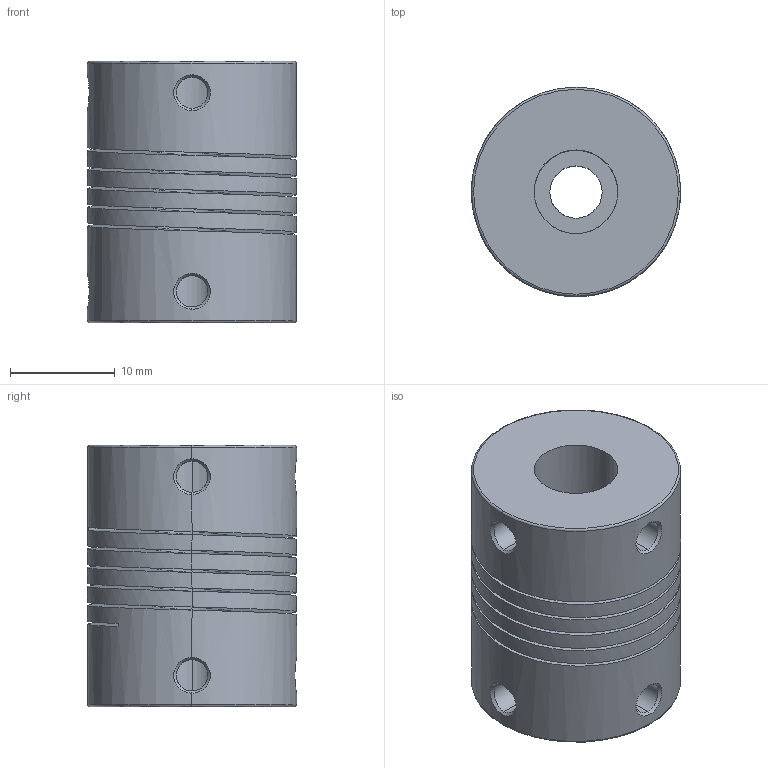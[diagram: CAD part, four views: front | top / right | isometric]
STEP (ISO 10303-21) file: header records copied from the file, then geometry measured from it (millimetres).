
FILE_DESCRIPTION (( 'STEP AP214' ), '1' );
FILE_NAME ('Coupler 5 to 8 mm.STEP', '2016-03-10T10:13:03', ( '' ), ( '' ), 'SwSTEP 2.0', 'SolidWorks 2016', '' );
FILE_SCHEMA (( 'AUTOMOTIVE_DESIGN' ));
Length unit declared in the file: millimetre
Products named in the file (1): Coupler 5 to 8 mm
Bounding box: 20 x 20 x 25 mm (x, y, z)
Volume: 6212.7 mm3; surface area: 5469.5 mm2
Topology: 1 solids, 1 shells, 53 faces, 152 edges, 96 vertices
Faces by surface type: cylinder 32, bspline 10, plane 5, torus 4, cone 2
Entity records: 7744 total; most frequent: CARTESIAN_POINT 6532, ORIENTED_EDGE 304, DIRECTION 178, EDGE_CURVE 152, VERTEX_POINT 96, AXIS2_PLACEMENT_3D 66, EDGE_LOOP 60, ADVANCED_FACE 53
